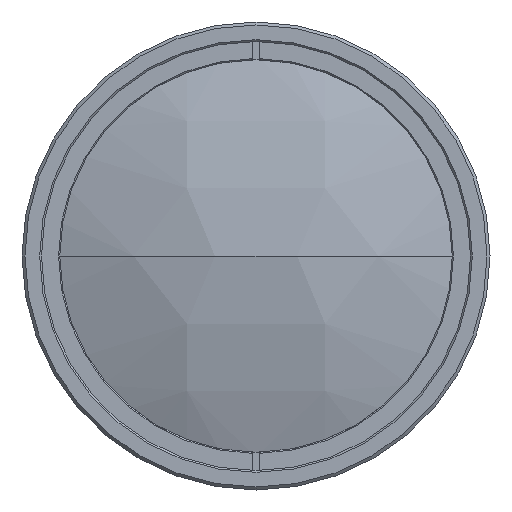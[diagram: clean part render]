
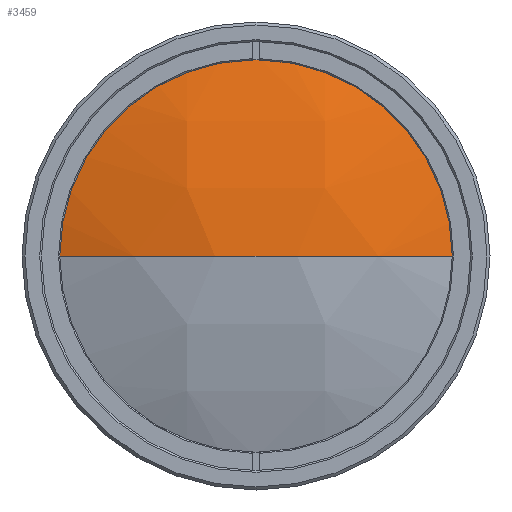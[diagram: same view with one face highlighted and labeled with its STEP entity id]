
A CAD part, left-side view. The second image highlights one B-rep face of the part: STEP entity #3459.
In plain terms, the highlighted free-form (B-spline) face has degree [3, 3] with [4, 4] control points.
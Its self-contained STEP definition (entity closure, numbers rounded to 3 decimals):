
#51 = CARTESIAN_POINT ( 'NONE',  ( 168.349, 33.5, 0. ) ) ;
#498 = ORIENTED_EDGE ( 'NONE', *, *, #7902, .T. ) ;
#546 = VERTEX_POINT ( 'NONE', #9752 ) ;
#607 = DIRECTION ( 'NONE',  ( 1., 0., 0. ) ) ;
#652 = CARTESIAN_POINT ( 'NONE',  ( 166.309, 11.855, 34.528 ) ) ;
#708 = DIRECTION ( 'NONE',  ( 1., 0., 0. ) ) ;
#985 = AXIS2_PLACEMENT_3D ( 'NONE', #1813, #7764, #4856 ) ;
#1023 = ORIENTED_EDGE ( 'NONE', *, *, #3463, .F. ) ;
#1420 = CARTESIAN_POINT ( 'NONE',  ( 168.5, 33.883, 10.748 ) ) ;
#1424 = CARTESIAN_POINT ( 'NONE',  ( 168.349, 0., 0. ) ) ;
#1648 = CIRCLE ( 'NONE', #3083, 33.5 ) ;
#1813 = CARTESIAN_POINT ( 'NONE',  ( 253.558, 0., 0. ) ) ;
#2329 = DIRECTION ( 'NONE',  ( 0., 0., -1. ) ) ;
#2401 = CIRCLE ( 'NONE', #7470, 33.5 ) ;
#2927 = CARTESIAN_POINT ( 'NONE',  ( 161.946, -11.855, 23.504 ) ) ;
#2968 = CARTESIAN_POINT ( 'NONE',  ( 170.513, -33.883, 21.306 ) ) ;
#3013 = EDGE_LOOP ( 'NONE', ( #1023, #498, #6596 ) ) ;
#3083 = AXIS2_PLACEMENT_3D ( 'NONE', #5866, #607, #3620 ) ;
#3215 = CARTESIAN_POINT ( 'NONE',  ( 168.349, 0., 33.5 ) ) ;
#3459 = ADVANCED_FACE ( 'NONE', ( #6693 ), #5669, .T. ) ;
#3463 = EDGE_CURVE ( 'NONE', #8432, #8650, #1648, .T. ) ;
#3533 = CIRCLE ( 'NONE', #985, 91.558 ) ;
#3620 = DIRECTION ( 'NONE',  ( 0., 0., -1. ) ) ;
#3676 = CARTESIAN_POINT ( 'NONE',  ( 159.726, -11.855, 11.857 ) ) ;
#3731 = CARTESIAN_POINT ( 'NONE',  ( 159.726, -11.855, 0. ) ) ;
#4392 = CARTESIAN_POINT ( 'NONE',  ( 174.468, -33.883, 31.3 ) ) ;
#4856 = DIRECTION ( 'NONE',  ( 0., 1., 0. ) ) ;
#5079 = CARTESIAN_POINT ( 'NONE',  ( 170.513, 33.883, 21.306 ) ) ;
#5669 =( BOUNDED_SURFACE ( )  B_SPLINE_SURFACE ( 3, 3, ( 
 ( #7435, #1420, #5079, #7485 ),
 ( #9666, #5917, #9608, #652 ),
 ( #3731, #3676, #2927, #6743 ),
 ( #9762, #7392, #2968, #4392 ) ),
 .UNSPECIFIED., .F., .F., .F. ) 
 B_SPLINE_SURFACE_WITH_KNOTS ( ( 4, 4 ),
 ( 4, 4 ),
 ( 0., 1. ),
 ( 0., 1. ),
 .UNSPECIFIED. ) 
 GEOMETRIC_REPRESENTATION_ITEM ( )  RATIONAL_B_SPLINE_SURFACE ( (
 ( 1., 0.988, 0.988, 1.),
 ( 0.953, 0.941, 0.941, 0.953),
 ( 0.953, 0.941, 0.941, 0.953),
 ( 1., 0.988, 0.988, 1.) ) ) 
 REPRESENTATION_ITEM ( '' )  SURFACE ( )  );
#5866 = CARTESIAN_POINT ( 'NONE',  ( 168.349, 0., 0. ) ) ;
#5917 = CARTESIAN_POINT ( 'NONE',  ( 159.726, 11.855, 11.857 ) ) ;
#6596 = ORIENTED_EDGE ( 'NONE', *, *, #8551, .F. ) ;
#6693 = FACE_OUTER_BOUND ( 'NONE', #3013, .T. ) ;
#6743 = CARTESIAN_POINT ( 'NONE',  ( 166.309, -11.855, 34.528 ) ) ;
#7392 = CARTESIAN_POINT ( 'NONE',  ( 168.5, -33.883, 10.748 ) ) ;
#7435 = CARTESIAN_POINT ( 'NONE',  ( 168.5, 33.883, 0. ) ) ;
#7470 = AXIS2_PLACEMENT_3D ( 'NONE', #1424, #708, #2329 ) ;
#7485 = CARTESIAN_POINT ( 'NONE',  ( 174.468, 33.883, 31.3 ) ) ;
#7764 = DIRECTION ( 'NONE',  ( 0., 0., 1. ) ) ;
#7902 = EDGE_CURVE ( 'NONE', #8432, #546, #3533, .T. ) ;
#8432 = VERTEX_POINT ( 'NONE', #51 ) ;
#8551 = EDGE_CURVE ( 'NONE', #8650, #546, #2401, .T. ) ;
#8650 = VERTEX_POINT ( 'NONE', #3215 ) ;
#9608 = CARTESIAN_POINT ( 'NONE',  ( 161.946, 11.855, 23.504 ) ) ;
#9666 = CARTESIAN_POINT ( 'NONE',  ( 159.726, 11.855, 0. ) ) ;
#9752 = CARTESIAN_POINT ( 'NONE',  ( 168.349, -33.5, 0. ) ) ;
#9762 = CARTESIAN_POINT ( 'NONE',  ( 168.5, -33.883, 0. ) ) ;
